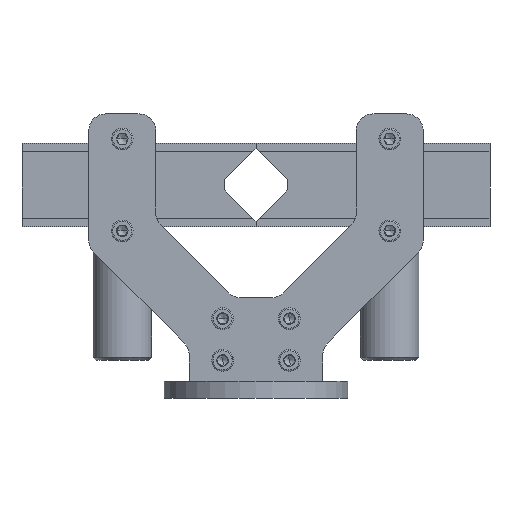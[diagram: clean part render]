
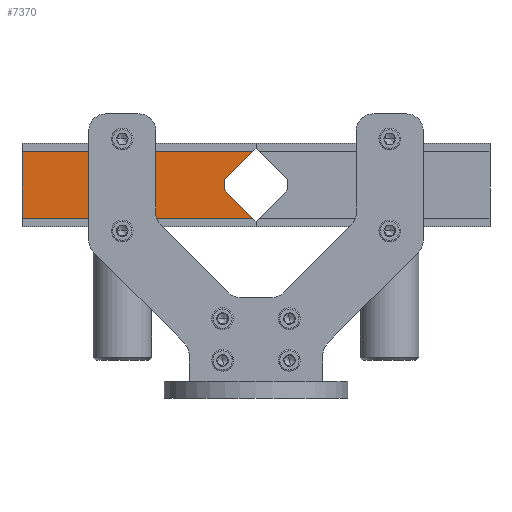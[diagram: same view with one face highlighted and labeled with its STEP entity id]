
A CAD part, front view. The second image highlights one B-rep face of the part: STEP entity #7370.
In plain terms, the highlighted face is planar.
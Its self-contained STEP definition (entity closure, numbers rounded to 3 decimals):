
#130 = ORIENTED_EDGE ( 'NONE', *, *, #3418, .F. ) ;
#369 = CARTESIAN_POINT ( 'NONE',  ( -20., 140., 27. ) ) ;
#538 = CARTESIAN_POINT ( 'NONE',  ( -3., 121., 27. ) ) ;
#696 = EDGE_CURVE ( 'NONE', #3208, #3963, #7210, .T. ) ;
#864 = PLANE ( 'NONE',  #7039 ) ;
#1099 = VERTEX_POINT ( 'NONE', #3175 ) ;
#1116 = EDGE_CURVE ( 'NONE', #1099, #7595, #3265, .T. ) ;
#1155 = LINE ( 'NONE', #2145, #1341 ) ;
#1233 = ORIENTED_EDGE ( 'NONE', *, *, #6610, .F. ) ;
#1264 = CARTESIAN_POINT ( 'NONE',  ( -20., 0., 27. ) ) ;
#1321 = DIRECTION ( 'NONE',  ( 0.707, -0.707, 0. ) ) ;
#1341 = VECTOR ( 'NONE', #5141, 1000. ) ;
#1471 = DIRECTION ( 'NONE',  ( 0., 0., -1. ) ) ;
#1706 = VECTOR ( 'NONE', #7584, 1000. ) ;
#1839 = DIRECTION ( 'NONE',  ( 1., 0., 0. ) ) ;
#2061 = ORIENTED_EDGE ( 'NONE', *, *, #3803, .T. ) ;
#2089 = CARTESIAN_POINT ( 'NONE',  ( 22., 140., 27. ) ) ;
#2145 = CARTESIAN_POINT ( 'NONE',  ( -3., 121., 27. ) ) ;
#2384 = VECTOR ( 'NONE', #1839, 1000. ) ;
#2565 = CARTESIAN_POINT ( 'NONE',  ( -22., 140., 27. ) ) ;
#2734 = DIRECTION ( 'NONE',  ( 0., -1., 0. ) ) ;
#3140 = LINE ( 'NONE', #2565, #6694 ) ;
#3175 = CARTESIAN_POINT ( 'NONE',  ( -20., 138., 27. ) ) ;
#3208 = VERTEX_POINT ( 'NONE', #4318 ) ;
#3227 = CARTESIAN_POINT ( 'NONE',  ( 20., 0., 27. ) ) ;
#3265 = LINE ( 'NONE', #369, #7583 ) ;
#3418 = EDGE_CURVE ( 'NONE', #7082, #6650, #1155, .T. ) ;
#3803 = EDGE_CURVE ( 'NONE', #3208, #6650, #6867, .T. ) ;
#3854 = DIRECTION ( 'NONE',  ( -1., 0., 0. ) ) ;
#3963 = VERTEX_POINT ( 'NONE', #3227 ) ;
#4318 = CARTESIAN_POINT ( 'NONE',  ( 20., 138., 27. ) ) ;
#4425 = DIRECTION ( 'NONE',  ( 0., -1., 0. ) ) ;
#4948 = CARTESIAN_POINT ( 'NONE',  ( -20., 0., 27. ) ) ;
#5030 = CARTESIAN_POINT ( 'NONE',  ( 3., 121., 27. ) ) ;
#5086 = CARTESIAN_POINT ( 'NONE',  ( 20., 140., 27. ) ) ;
#5141 = DIRECTION ( 'NONE',  ( 1., 0., 0. ) ) ;
#5234 = LINE ( 'NONE', #4948, #2384 ) ;
#5663 = CARTESIAN_POINT ( 'NONE',  ( -20., 140., 27. ) ) ;
#5992 = ORIENTED_EDGE ( 'NONE', *, *, #696, .F. ) ;
#6240 = VECTOR ( 'NONE', #4425, 1000. ) ;
#6610 = EDGE_CURVE ( 'NONE', #1099, #7082, #3140, .T. ) ;
#6650 = VERTEX_POINT ( 'NONE', #5030 ) ;
#6694 = VECTOR ( 'NONE', #1321, 1000. ) ;
#6867 = LINE ( 'NONE', #2089, #1706 ) ;
#7039 = AXIS2_PLACEMENT_3D ( 'NONE', #5663, #1471, #3854 ) ;
#7082 = VERTEX_POINT ( 'NONE', #538 ) ;
#7210 = LINE ( 'NONE', #5086, #6240 ) ;
#7224 = EDGE_CURVE ( 'NONE', #7595, #3963, #5234, .T. ) ;
#7340 = EDGE_LOOP ( 'NONE', ( #7391, #7537, #5992, #2061, #130, #1233 ) ) ;
#7370 = ADVANCED_FACE ( 'NONE', ( #7540 ), #864, .F. ) ;
#7391 = ORIENTED_EDGE ( 'NONE', *, *, #1116, .T. ) ;
#7537 = ORIENTED_EDGE ( 'NONE', *, *, #7224, .T. ) ;
#7540 = FACE_OUTER_BOUND ( 'NONE', #7340, .T. ) ;
#7583 = VECTOR ( 'NONE', #2734, 1000. ) ;
#7584 = DIRECTION ( 'NONE',  ( -0.707, -0.707, 0. ) ) ;
#7595 = VERTEX_POINT ( 'NONE', #1264 ) ;
